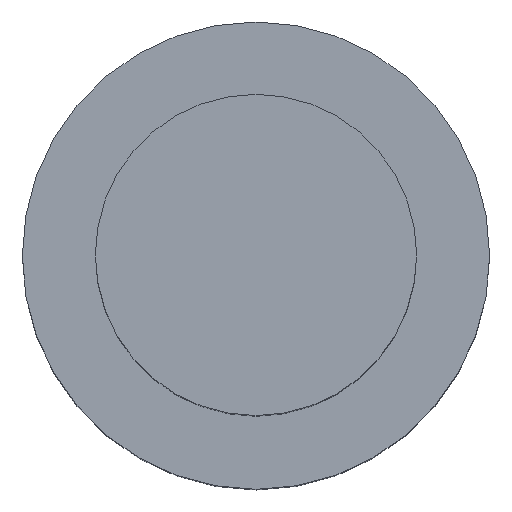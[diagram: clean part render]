
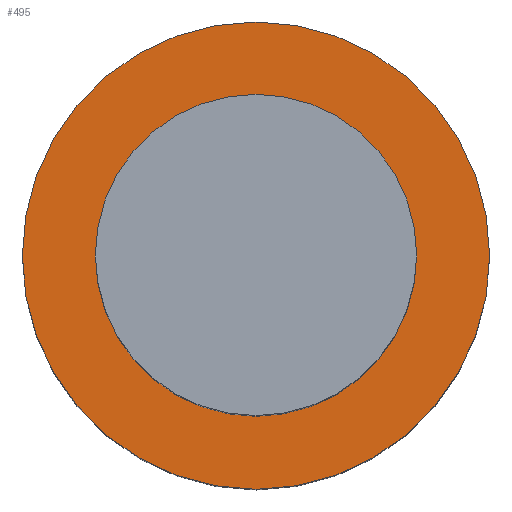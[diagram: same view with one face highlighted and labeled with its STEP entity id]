
A CAD part, top view. The second image highlights one B-rep face of the part: STEP entity #495.
In plain terms, the highlighted face is planar.
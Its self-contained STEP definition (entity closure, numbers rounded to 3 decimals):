
#336=CARTESIAN_POINT('',(0.,0.,0.));
#337=DIRECTION('',(0.,0.,1.));
#338=DIRECTION('',(0.,1.,0.));
#339=AXIS2_PLACEMENT_3D('',#336,#337,#338);
#344=CARTESIAN_POINT('',(0.,0.,0.));
#345=DIRECTION('',(0.,0.,-1.));
#346=DIRECTION('',(0.,1.,0.));
#347=AXIS2_PLACEMENT_3D('',#344,#345,#346);
#352=CARTESIAN_POINT('',(0.,0.,0.));
#353=DIRECTION('',(0.,0.,-1.));
#354=DIRECTION('',(0.,1.,0.));
#355=AXIS2_PLACEMENT_3D('',#352,#353,#354);
#374=CARTESIAN_POINT('',(0.,0.,0.));
#375=DIRECTION('',(0.,0.,1.));
#376=DIRECTION('',(0.,1.,0.));
#377=AXIS2_PLACEMENT_3D('',#374,#375,#376);
#458=CARTESIAN_POINT('',(0.,4.,0.));
#460=VERTEX_POINT('',#458);
#465=CARTESIAN_POINT('',(0.,2.75,0.));
#467=VERTEX_POINT('',#465);
#468=CARTESIAN_POINT('',(0.,-4.,0.));
#470=VERTEX_POINT('',#468);
#475=CARTESIAN_POINT('',(0.,-2.75,0.));
#477=VERTEX_POINT('',#475);
#478=CARTESIAN_POINT('',(0.,0.,0.));
#479=DIRECTION('',(0.,0.,-1.));
#480=DIRECTION('',(0.,-1.,0.));
#481=AXIS2_PLACEMENT_3D('',#478,#479,#480);
#482=PLANE('',#481);
#484=ORIENTED_EDGE('',*,*,#483,.F.);
#486=ORIENTED_EDGE('',*,*,#485,.T.);
#487=EDGE_LOOP('',(#484,#486));
#488=FACE_OUTER_BOUND('',#487,.F.);
#490=ORIENTED_EDGE('',*,*,#489,.F.);
#492=ORIENTED_EDGE('',*,*,#491,.T.);
#493=EDGE_LOOP('',(#490,#492));
#494=FACE_BOUND('',#493,.F.);
#495=ADVANCED_FACE('',(#488,#494),#482,.T.);
#340=CIRCLE('',#339,2.75);
#348=CIRCLE('',#347,2.75);
#356=CIRCLE('',#355,4.);
#378=CIRCLE('',#377,4.);
#483=EDGE_CURVE('',#460,#470,#356,.T.);
#485=EDGE_CURVE('',#460,#470,#378,.T.);
#489=EDGE_CURVE('',#467,#477,#340,.T.);
#491=EDGE_CURVE('',#467,#477,#348,.T.);
